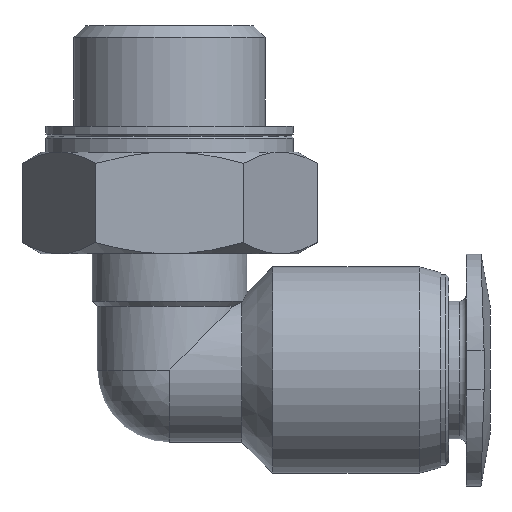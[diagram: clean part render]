
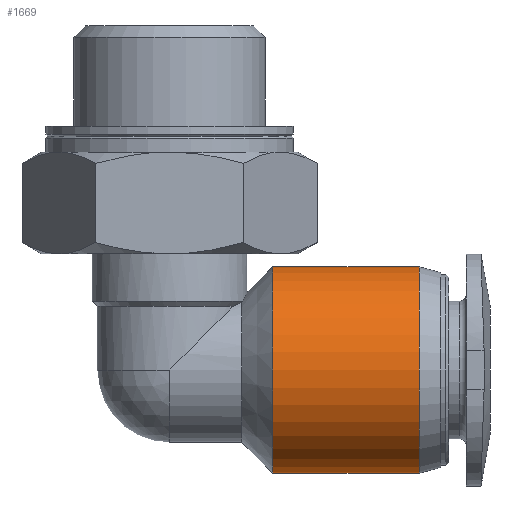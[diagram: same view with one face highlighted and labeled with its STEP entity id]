
A CAD part, front view. The second image highlights one B-rep face of the part: STEP entity #1669.
In plain terms, the highlighted cylindrical face has radius 5.25 mm (diameter 10.5 mm), a partial arc.
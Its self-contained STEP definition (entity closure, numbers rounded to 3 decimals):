
#142 = VECTOR ( 'NONE', #2375, 1000. ) ;
#170 = CARTESIAN_POINT ( 'NONE',  ( 16.3, 0., 5.25 ) ) ;
#201 = VERTEX_POINT ( 'NONE', #1012 ) ;
#274 = DIRECTION ( 'NONE',  ( 1., 0., 0. ) ) ;
#308 = DIRECTION ( 'NONE',  ( 0., 0., -1. ) ) ;
#310 = EDGE_CURVE ( 'NONE', #752, #1896, #1024, .T. ) ;
#339 = CYLINDRICAL_SURFACE ( 'NONE', #1839, 5.25 ) ;
#370 = LINE ( 'NONE', #1562, #2387 ) ;
#523 = AXIS2_PLACEMENT_3D ( 'NONE', #1386, #274, #1720 ) ;
#572 = EDGE_CURVE ( 'NONE', #201, #742, #1602, .T. ) ;
#692 = CARTESIAN_POINT ( 'NONE',  ( 5.25, 0., 0. ) ) ;
#705 = EDGE_CURVE ( 'NONE', #1896, #742, #370, .T. ) ;
#722 = ORIENTED_EDGE ( 'NONE', *, *, #572, .F. ) ;
#742 = VERTEX_POINT ( 'NONE', #1281 ) ;
#752 = VERTEX_POINT ( 'NONE', #1484 ) ;
#761 = FACE_OUTER_BOUND ( 'NONE', #797, .T. ) ;
#797 = EDGE_LOOP ( 'NONE', ( #1664, #1219, #1733, #722 ) ) ;
#1012 = CARTESIAN_POINT ( 'NONE',  ( 12.7, 0., 5.25 ) ) ;
#1024 = CIRCLE ( 'NONE', #1707, 5.25 ) ;
#1219 = ORIENTED_EDGE ( 'NONE', *, *, #310, .T. ) ;
#1281 = CARTESIAN_POINT ( 'NONE',  ( 12.7, 0., -5.25 ) ) ;
#1283 = EDGE_CURVE ( 'NONE', #752, #201, #1876, .T. ) ;
#1386 = CARTESIAN_POINT ( 'NONE',  ( 12.7, 0., 0. ) ) ;
#1427 = DIRECTION ( 'NONE',  ( 1., 0., 0. ) ) ;
#1441 = CARTESIAN_POINT ( 'NONE',  ( 16.3, 0., 0. ) ) ;
#1484 = CARTESIAN_POINT ( 'NONE',  ( 5.25, 0., 5.25 ) ) ;
#1562 = CARTESIAN_POINT ( 'NONE',  ( 16.3, 0., -5.25 ) ) ;
#1600 = DIRECTION ( 'NONE',  ( 0., 0., -1. ) ) ;
#1602 = CIRCLE ( 'NONE', #523, 5.25 ) ;
#1664 = ORIENTED_EDGE ( 'NONE', *, *, #1283, .F. ) ;
#1669 = ADVANCED_FACE ( 'CYL_1', ( #761 ), #339, .T. ) ;
#1707 = AXIS2_PLACEMENT_3D ( 'NONE', #692, #1427, #1600 ) ;
#1720 = DIRECTION ( 'NONE',  ( 0., 0., -1. ) ) ;
#1733 = ORIENTED_EDGE ( 'NONE', *, *, #705, .T. ) ;
#1839 = AXIS2_PLACEMENT_3D ( 'NONE', #1441, #2152, #308 ) ;
#1876 = LINE ( 'NONE', #170, #142 ) ;
#1896 = VERTEX_POINT ( 'NONE', #2261 ) ;
#2152 = DIRECTION ( 'NONE',  ( 1., 0., 0. ) ) ;
#2261 = CARTESIAN_POINT ( 'NONE',  ( 5.25, 0., -5.25 ) ) ;
#2333 = DIRECTION ( 'NONE',  ( 1., 0., 0. ) ) ;
#2375 = DIRECTION ( 'NONE',  ( 1., 0., 0. ) ) ;
#2387 = VECTOR ( 'NONE', #2333, 1000. ) ;
